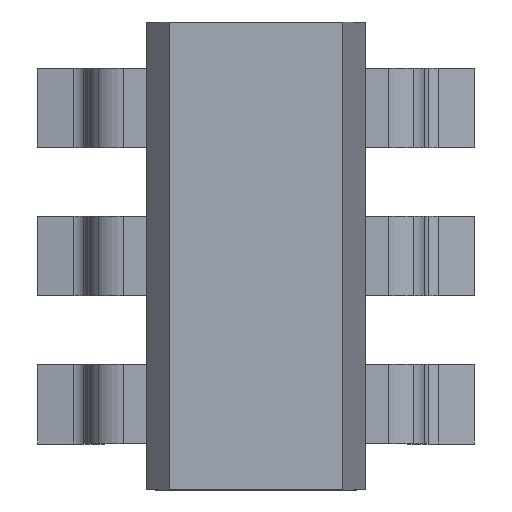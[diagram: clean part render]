
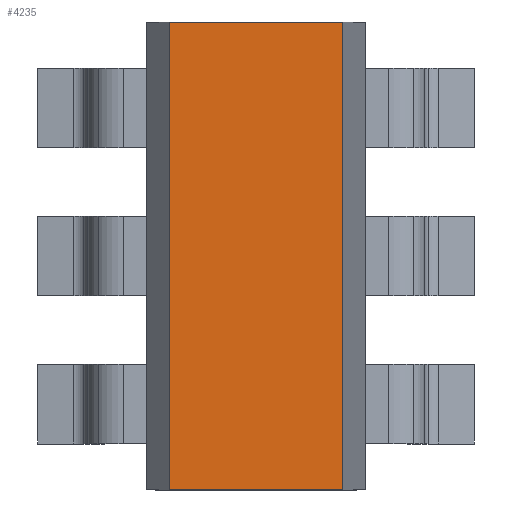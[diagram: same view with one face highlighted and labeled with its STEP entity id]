
A CAD part, top view. The second image highlights one B-rep face of the part: STEP entity #4235.
In plain terms, the highlighted planar face has unit normal (0, 0, 1).
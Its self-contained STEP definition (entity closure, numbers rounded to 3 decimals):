
#3963=CARTESIAN_POINT('',(-0.558,-1.5,1.45));
#3964=VERTEX_POINT('',#3963);
#3971=CARTESIAN_POINT('',(-0.558,1.5,1.45));
#3972=VERTEX_POINT('',#3971);
#3973=CARTESIAN_POINT('',(-0.558,1.5,1.45));
#3974=DIRECTION('',(0.0,-1.0,0.0));
#3975=VECTOR('',#3974,3.0);
#3976=LINE('',#3973,#3975);
#3977=EDGE_CURVE('',#3972,#3964,#3976,.T.);
#4018=CARTESIAN_POINT('',(0.558,1.5,1.45));
#4019=VERTEX_POINT('',#4018);
#4020=CARTESIAN_POINT('',(0.558,1.5,1.45));
#4021=DIRECTION('',(-1.0,0.0,0.0));
#4022=VECTOR('',#4021,1.115);
#4023=LINE('',#4020,#4022);
#4024=EDGE_CURVE('',#4019,#3972,#4023,.T.);
#4064=CARTESIAN_POINT('',(0.558,-1.5,1.45));
#4065=VERTEX_POINT('',#4064);
#4081=CARTESIAN_POINT('',(0.558,-1.5,1.45));
#4082=DIRECTION('',(0.0,1.0,0.0));
#4083=VECTOR('',#4082,3.0);
#4084=LINE('',#4081,#4083);
#4085=EDGE_CURVE('',#4019,#4065,#4084,.F.);
#4134=CARTESIAN_POINT('',(-0.558,-1.5,1.45));
#4135=DIRECTION('',(1.0,0.0,0.0));
#4136=VECTOR('',#4135,1.115);
#4137=LINE('',#4134,#4136);
#4138=EDGE_CURVE('',#3964,#4065,#4137,.T.);
#4224=CARTESIAN_POINT('',(-0.615,1.5,1.45));
#4225=DIRECTION('',(0.0,0.0,1.0));
#4226=DIRECTION('',(-1.0,0.0,0.0));
#4227=AXIS2_PLACEMENT_3D('',#4224,#4225,#4226);
#4228=PLANE('',#4227);
#4229=ORIENTED_EDGE('',*,*,#4138,.T.);
#4230=ORIENTED_EDGE('',*,*,#4085,.F.);
#4231=ORIENTED_EDGE('',*,*,#4024,.T.);
#4232=ORIENTED_EDGE('',*,*,#3977,.T.);
#4233=EDGE_LOOP('',(#4229,#4230,#4231,#4232));
#4234=FACE_OUTER_BOUND('',#4233,.T.);
#4235=ADVANCED_FACE('',(#4234),#4228,.T.);
